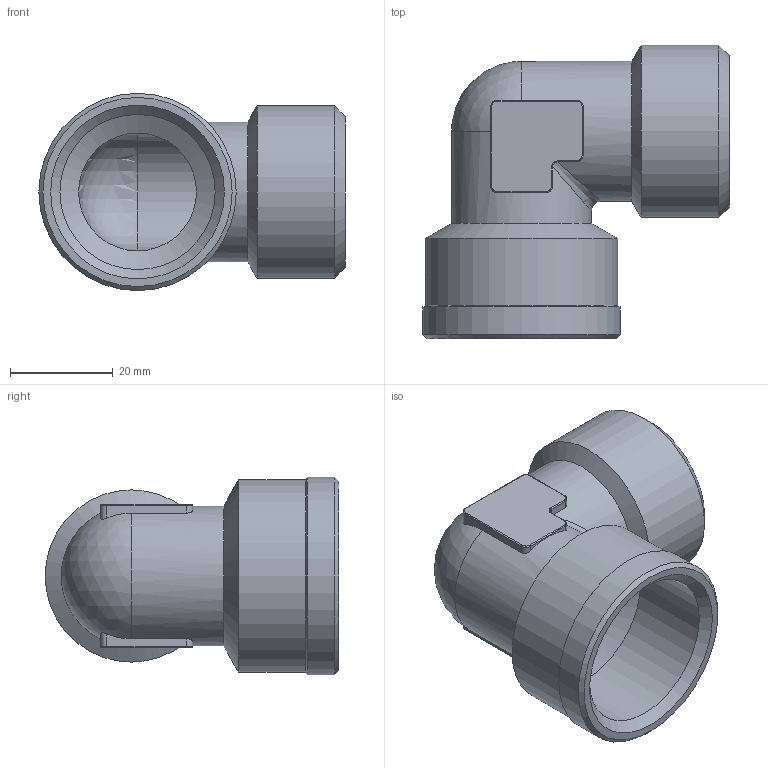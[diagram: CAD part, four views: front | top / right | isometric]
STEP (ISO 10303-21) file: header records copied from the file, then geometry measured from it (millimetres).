
FILE_DESCRIPTION( ( 'STEP AP214' ), '1' );
FILE_NAME( 'psolqas_18276_12.stp', '2021-03-04T17:28:44', ( 'License CC BY-ND 4.0' ), ( 'CADENAS' ), ' ', 'PARTsolutions', ' ' );
FILE_SCHEMA( ( 'AUTOMOTIVE_DESIGN { 1 0 10303 214 1 1 1 1 }' ) );
Length unit declared in the file: metre
Products named in the file (1): NONE
Bounding box: 59.75 x 57.3 x 38.5 mm (x, y, z)
Volume: 23080.2 mm3; surface area: 15543.3 mm2
Topology: 1 solids, 1 shells, 73 faces, 181 edges, 108 vertices
Faces by surface type: cylinder 33, plane 16, torus 12, cone 9, sphere 2, bspline 1
Full cylindrical faces by diameter (mm): 23 x2, 25.2 x1, 27.3 x2, 30.292 x1, 33.6 x1, 37.5 x1, 38.5 x1
Entity records: 3186 total; most frequent: CARTESIAN_POINT 984, DIRECTION 346, ORIENTED_EDGE 310, EDGE_CURVE 155, AXIS2_PLACEMENT_3D 145, VERTEX_POINT 102, EDGE_LOOP 93, FACE_OUTER_BOUND 82
